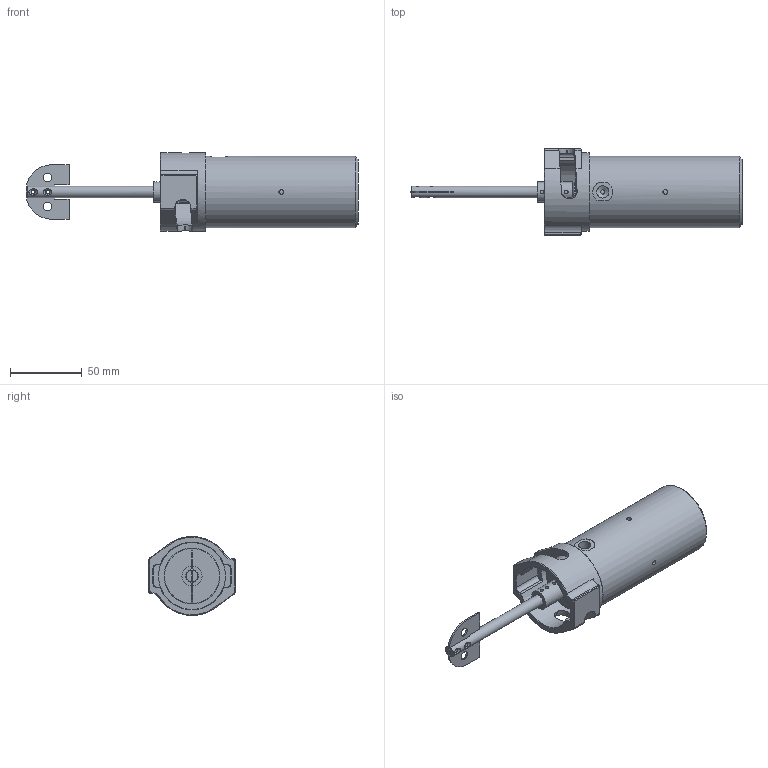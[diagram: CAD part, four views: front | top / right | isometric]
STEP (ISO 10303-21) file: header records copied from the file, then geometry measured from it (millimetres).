
FILE_DESCRIPTION(/* description */ ('Unknown','CAx-IF Rec.Pracs.---Representation and Presentation of Product Manufacturing Information (PMI)---4.0---2014-10-13','CAx-IF Rec.Pracs.---3D Tessellated Geometry---0.4---2014-09-14','2;1'),/* implementation_level */ '2;1');
FILE_NAME(/* name */ '507035_Rührwerk_für_Semco_S00231',/* time_stamp */ '2024-03-28T16:32:05+01:00',/* author */ ('Unknown'),/* organization */ ('Unknown'),/* preprocessor_version */ 'ST-DEVELOPER v16.7',/* originating_system */ 'Solid Edge',/* authorisation */ 'Unknown');
FILE_SCHEMA (('AP242_MANAGED_MODEL_BASED_3D_ENGINEERING_MIM_LF { 1 0 10303 442 1 1 4 }'));
Length unit declared in the file: millimetre
Products named in the file (3): 507035_Rührwerk_für_Semco_S00231; S00231_ZSB_Doku_Kunde; 990170_S00451_R3_Kunde
Assembly tree (2 placements, depth 2):
  507035_Rührwerk_für_Semco_S00231
    S00231_ZSB_Doku_Kunde
    990170_S00451_R3_Kunde
Bounding box: 231.4 x 60 x 55 mm (x, y, z)
Volume: 196224.3 mm3; surface area: 62452 mm2
Topology: 2 solids, 5 shells, 225 faces, 564 edges, 363 vertices
Faces by surface type: plane 94, cylinder 79, cone 36, bspline 16
Full cylindrical faces by diameter (mm): 2.1 x2, 2.459 x9, 3 x3, 3.1 x2, 3.2 x2, 3.242 x4, 3.5 x2, 5 x1, 6 x5, 7 x1, 8 x3, 8.566 x1, 11.8 x1, 12 x1, 13.157 x1, 14 x1, 16 x1, 20 x1, 22 x2, 22.2 x1, 23.6 x1, 26.6 x1, 35 x1, 39 x1, 40 x2, 46 x1, 46.6 x1, 50 x1, 55 x1
Entity records: 8061 total; most frequent: CARTESIAN_POINT 1700, DIRECTION 934, ORIENTED_EDGE 872, EDGE_CURVE 436, AXIS2_PLACEMENT_3D 391, FACE_BOUND 364, EDGE_LOOP 362, VERTEX_POINT 324
